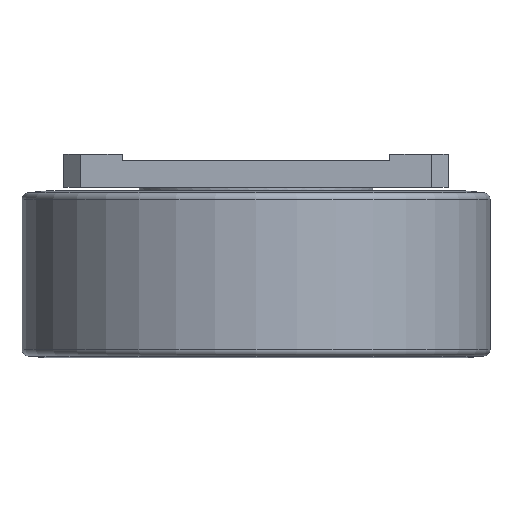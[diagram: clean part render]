
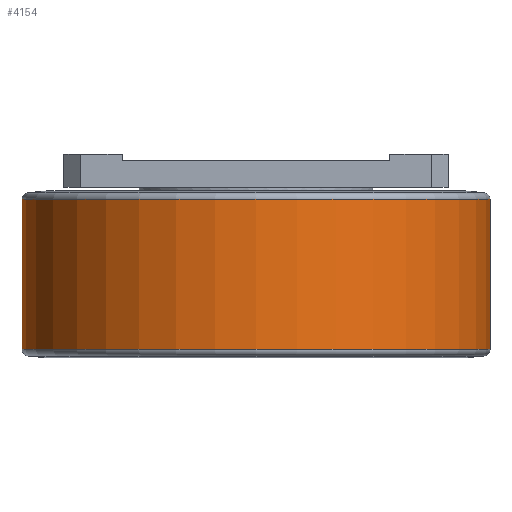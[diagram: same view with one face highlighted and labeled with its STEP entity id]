
A CAD part, front view. The second image highlights one B-rep face of the part: STEP entity #4154.
In plain terms, the highlighted cylindrical face has radius 70 mm (diameter 140 mm), a full revolution.
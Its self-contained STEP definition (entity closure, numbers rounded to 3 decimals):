
#85=CYLINDRICAL_SURFACE('',#4576,70.);
#441=LINE('',#6907,#799);
#799=VECTOR('',#5744,70.);
#1062=FACE_OUTER_BOUND('',#1326,.T.);
#1326=EDGE_LOOP('',(#3556,#3557,#3558,#3559,#3560,#3561,#3562,#3563));
#1519=CIRCLE('',#4572,70.);
#1520=CIRCLE('',#4573,70.);
#1521=CIRCLE('',#4574,70.);
#1523=CIRCLE('',#4577,70.);
#1524=CIRCLE('',#4578,70.);
#1525=CIRCLE('',#4579,70.);
#1905=VERTEX_POINT('',#6897);
#1906=VERTEX_POINT('',#6899);
#1907=VERTEX_POINT('',#6901);
#1908=VERTEX_POINT('',#6906);
#1909=VERTEX_POINT('',#6908);
#1910=VERTEX_POINT('',#6910);
#2458=EDGE_CURVE('',#1905,#1906,#1519,.T.);
#2459=EDGE_CURVE('',#1906,#1907,#1520,.T.);
#2460=EDGE_CURVE('',#1907,#1905,#1521,.T.);
#2462=EDGE_CURVE('',#1906,#1908,#441,.T.);
#2463=EDGE_CURVE('',#1909,#1908,#1523,.T.);
#2464=EDGE_CURVE('',#1910,#1909,#1524,.T.);
#2465=EDGE_CURVE('',#1908,#1910,#1525,.T.);
#3556=ORIENTED_EDGE('',*,*,#2460,.F.);
#3557=ORIENTED_EDGE('',*,*,#2459,.F.);
#3558=ORIENTED_EDGE('',*,*,#2462,.T.);
#3559=ORIENTED_EDGE('',*,*,#2463,.F.);
#3560=ORIENTED_EDGE('',*,*,#2464,.F.);
#3561=ORIENTED_EDGE('',*,*,#2465,.F.);
#3562=ORIENTED_EDGE('',*,*,#2462,.F.);
#3563=ORIENTED_EDGE('',*,*,#2458,.F.);
#4154=ADVANCED_FACE('',(#1062),#85,.T.);
#4572=AXIS2_PLACEMENT_3D('',#6900,#5734,#5735);
#4573=AXIS2_PLACEMENT_3D('',#6902,#5736,#5737);
#4574=AXIS2_PLACEMENT_3D('',#6903,#5738,#5739);
#4576=AXIS2_PLACEMENT_3D('',#6905,#5742,#5743);
#4577=AXIS2_PLACEMENT_3D('',#6909,#5745,#5746);
#4578=AXIS2_PLACEMENT_3D('',#6911,#5747,#5748);
#4579=AXIS2_PLACEMENT_3D('',#6912,#5749,#5750);
#5734=DIRECTION('center_axis',(0.,0.,-1.));
#5735=DIRECTION('ref_axis',(0.,-1.,0.));
#5736=DIRECTION('center_axis',(0.,0.,-1.));
#5737=DIRECTION('ref_axis',(0.,-1.,0.));
#5738=DIRECTION('center_axis',(0.,0.,-1.));
#5739=DIRECTION('ref_axis',(0.,-1.,0.));
#5742=DIRECTION('center_axis',(0.,0.,-1.));
#5743=DIRECTION('ref_axis',(0.,1.,0.));
#5744=DIRECTION('',(0.,0.,1.));
#5745=DIRECTION('center_axis',(0.,0.,1.));
#5746=DIRECTION('ref_axis',(0.,-1.,0.));
#5747=DIRECTION('center_axis',(0.,0.,1.));
#5748=DIRECTION('ref_axis',(0.,-1.,0.));
#5749=DIRECTION('center_axis',(0.,0.,1.));
#5750=DIRECTION('ref_axis',(0.,-1.,0.));
#6897=CARTESIAN_POINT('',(70.,0.,-22.667));
#6899=CARTESIAN_POINT('',(0.,-70.,-22.667));
#6900=CARTESIAN_POINT('Origin',(0.,0.,
-22.667));
#6901=CARTESIAN_POINT('',(0.,70.,-22.667));
#6902=CARTESIAN_POINT('Origin',(0.,0.,
-22.667));
#6903=CARTESIAN_POINT('Origin',(0.,0.,
-22.667));
#6905=CARTESIAN_POINT('Origin',(0.,0.,
-0.2));
#6906=CARTESIAN_POINT('',(0.,-70.,22.267));
#6907=CARTESIAN_POINT('',(0.,-70.,-0.2));
#6908=CARTESIAN_POINT('',(0.,70.,22.267));
#6909=CARTESIAN_POINT('Origin',(0.,0.,
22.267));
#6910=CARTESIAN_POINT('',(70.,0.,22.267));
#6911=CARTESIAN_POINT('Origin',(0.,0.,
22.267));
#6912=CARTESIAN_POINT('Origin',(0.,0.,
22.267));
